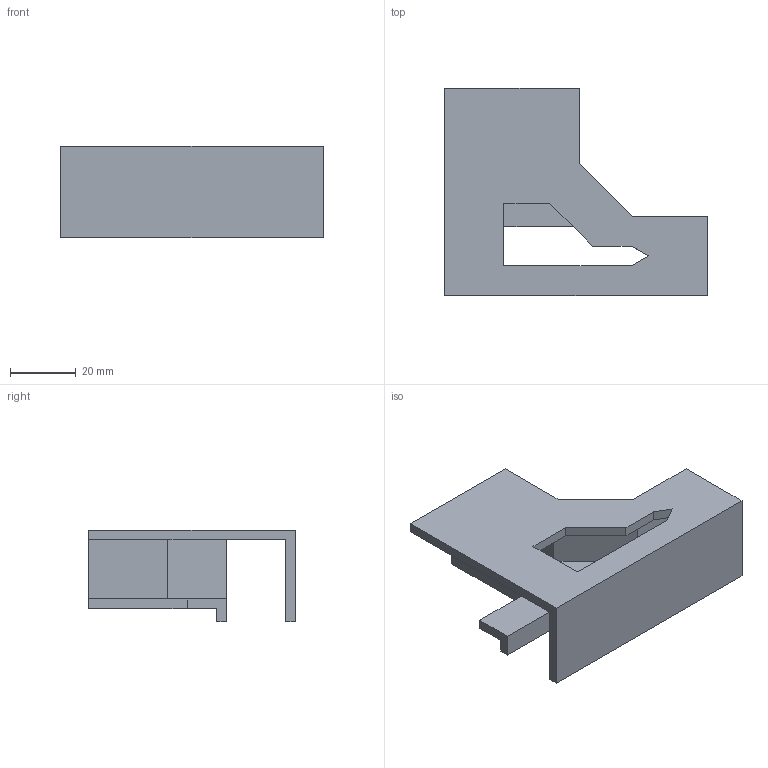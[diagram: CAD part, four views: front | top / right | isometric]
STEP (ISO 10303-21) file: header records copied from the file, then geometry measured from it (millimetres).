
FILE_DESCRIPTION(('FreeCAD Model'),'2;1');
FILE_NAME('Open CASCADE Shape Model','2026-01-15T17:18:20',(''),(''), 'Open CASCADE STEP processor 7.8','FreeCAD','Unknown');
FILE_SCHEMA(('AUTOMOTIVE_DESIGN { 1 0 10303 214 1 1 1 1 }'));
Length unit declared in the file: millimetre
Products named in the file (1): Zawartość
Bounding box: 80.01 x 63 x 28 mm (x, y, z)
Volume: 24491.3 mm3; surface area: 18058.7 mm2
Topology: 1 solids, 1 shells, 29 faces, 80 edges, 53 vertices
Faces by surface type: plane 29
Entity records: 932 total; most frequent: CARTESIAN_POINT 163, ORIENTED_EDGE 160, DIRECTION 140, EDGE_CURVE 80, LINE 80, VECTOR 80, VERTEX_POINT 53, FACE_BOUND 31
